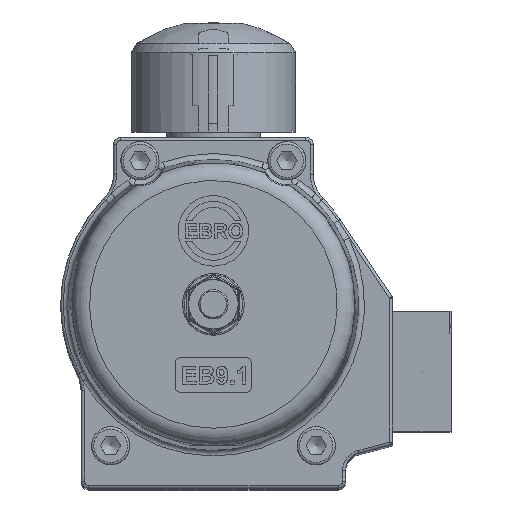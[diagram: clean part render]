
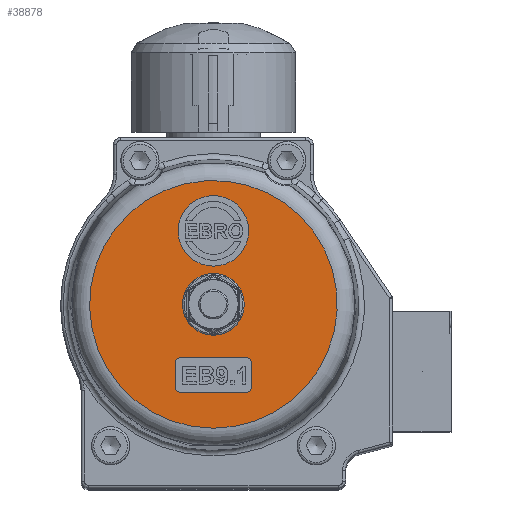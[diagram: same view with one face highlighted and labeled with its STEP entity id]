
A CAD part, top view. The second image highlights one B-rep face of the part: STEP entity #38878.
In plain terms, the highlighted planar face has unit normal (0, 0, 1).
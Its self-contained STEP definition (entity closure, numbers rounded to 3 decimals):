
#1724=LINE('',#70601,#4235);
#1725=LINE('',#70605,#4236);
#1726=LINE('',#70609,#4237);
#1727=LINE('',#70612,#4238);
#4235=VECTOR('',#48881,10.);
#4236=VECTOR('',#48884,10.);
#4237=VECTOR('',#48887,10.);
#4238=VECTOR('',#48890,10.);
#7790=FACE_BOUND('',#11713,.T.);
#7791=FACE_BOUND('',#11714,.T.);
#7792=FACE_BOUND('',#11715,.T.);
#9185=FACE_OUTER_BOUND('',#11712,.T.);
#11712=EDGE_LOOP('',(#29413));
#11713=EDGE_LOOP('',(#29414,#29415,#29416,#29417,#29418,#29419,#29420,#29421));
#11714=EDGE_LOOP('',(#29422));
#11715=EDGE_LOOP('',(#29423));
#13822=CIRCLE('',#41742,10.);
#13907=CIRCLE('',#41896,42.146);
#13908=CIRCLE('',#41897,2.);
#13909=CIRCLE('',#41898,2.);
#13910=CIRCLE('',#41899,2.);
#13911=CIRCLE('',#41900,2.);
#13912=CIRCLE('',#41901,12.);
#16660=VERTEX_POINT('',#69186);
#16745=VERTEX_POINT('',#70595);
#16746=VERTEX_POINT('',#70597);
#16747=VERTEX_POINT('',#70598);
#16748=VERTEX_POINT('',#70600);
#16749=VERTEX_POINT('',#70602);
#16750=VERTEX_POINT('',#70604);
#16751=VERTEX_POINT('',#70606);
#16752=VERTEX_POINT('',#70608);
#16753=VERTEX_POINT('',#70610);
#16754=VERTEX_POINT('',#70613);
#21028=EDGE_CURVE('',#16660,#16660,#13822,.T.);
#21209=EDGE_CURVE('',#16745,#16745,#13907,.T.);
#21210=EDGE_CURVE('',#16746,#16747,#13908,.T.);
#21211=EDGE_CURVE('',#16748,#16746,#1724,.T.);
#21212=EDGE_CURVE('',#16749,#16748,#13909,.T.);
#21213=EDGE_CURVE('',#16750,#16749,#1725,.T.);
#21214=EDGE_CURVE('',#16751,#16750,#13910,.T.);
#21215=EDGE_CURVE('',#16752,#16751,#1726,.T.);
#21216=EDGE_CURVE('',#16753,#16752,#13911,.T.);
#21217=EDGE_CURVE('',#16747,#16753,#1727,.T.);
#21218=EDGE_CURVE('',#16754,#16754,#13912,.T.);
#29413=ORIENTED_EDGE('',*,*,#21209,.T.);
#29414=ORIENTED_EDGE('',*,*,#21210,.F.);
#29415=ORIENTED_EDGE('',*,*,#21211,.F.);
#29416=ORIENTED_EDGE('',*,*,#21212,.F.);
#29417=ORIENTED_EDGE('',*,*,#21213,.F.);
#29418=ORIENTED_EDGE('',*,*,#21214,.F.);
#29419=ORIENTED_EDGE('',*,*,#21215,.F.);
#29420=ORIENTED_EDGE('',*,*,#21216,.F.);
#29421=ORIENTED_EDGE('',*,*,#21217,.F.);
#29422=ORIENTED_EDGE('',*,*,#21218,.F.);
#29423=ORIENTED_EDGE('',*,*,#21028,.F.);
#34976=PLANE('',#41895);
#38878=ADVANCED_FACE('',(#9185,#7790,#7791,#7792),#34976,.F.);
#41742=AXIS2_PLACEMENT_3D('',#69187,#48545,#48546);
#41895=AXIS2_PLACEMENT_3D('',#70594,#48875,#48876);
#41896=AXIS2_PLACEMENT_3D('',#70596,#48877,#48878);
#41897=AXIS2_PLACEMENT_3D('',#70599,#48879,#48880);
#41898=AXIS2_PLACEMENT_3D('',#70603,#48882,#48883);
#41899=AXIS2_PLACEMENT_3D('',#70607,#48885,#48886);
#41900=AXIS2_PLACEMENT_3D('',#70611,#48888,#48889);
#41901=AXIS2_PLACEMENT_3D('',#70614,#48891,#48892);
#48545=DIRECTION('center_axis',(0.,0.,
1.));
#48546=DIRECTION('ref_axis',(-1.,0.,0.));
#48875=DIRECTION('center_axis',(0.,0.,
-1.));
#48876=DIRECTION('ref_axis',(-1.,0.,0.));
#48877=DIRECTION('center_axis',(0.,0.,
1.));
#48878=DIRECTION('ref_axis',(0.,1.,0.));
#48879=DIRECTION('center_axis',(0.,0.,
1.));
#48880=DIRECTION('ref_axis',(1.,0.,0.));
#48881=DIRECTION('',(1.,0.,0.));
#48882=DIRECTION('center_axis',(0.,0.,
1.));
#48883=DIRECTION('ref_axis',(0.,-1.,0.));
#48884=DIRECTION('',(0.,-1.,0.));
#48885=DIRECTION('center_axis',(0.,0.,
1.));
#48886=DIRECTION('ref_axis',(-1.,0.,0.));
#48887=DIRECTION('',(-1.,0.,0.));
#48888=DIRECTION('center_axis',(0.,0.,
1.));
#48889=DIRECTION('ref_axis',(0.,1.,0.));
#48890=DIRECTION('',(0.,1.,0.));
#48891=DIRECTION('center_axis',(0.,0.,
1.));
#48892=DIRECTION('ref_axis',(1.,0.,0.));
#69186=CARTESIAN_POINT('',(-10.,0.,384.5));
#69187=CARTESIAN_POINT('Origin',(0.,0.,
384.5));
#70594=CARTESIAN_POINT('Origin',(0.,24.75,384.5));
#70595=CARTESIAN_POINT('',(0.,-42.146,384.5));
#70596=CARTESIAN_POINT('Origin',(0.,0.,
384.5));
#70597=CARTESIAN_POINT('',(11.,-30.,384.5));
#70598=CARTESIAN_POINT('',(13.,-28.,384.5));
#70599=CARTESIAN_POINT('Origin',(11.,-28.,384.5));
#70600=CARTESIAN_POINT('',(-11.,-30.,384.5));
#70601=CARTESIAN_POINT('',(5.5,-30.,384.5));
#70602=CARTESIAN_POINT('',(-13.,-28.,384.5));
#70603=CARTESIAN_POINT('Origin',(-11.,-28.,384.5));
#70604=CARTESIAN_POINT('',(-13.,-20.,384.5));
#70605=CARTESIAN_POINT('',(-13.,-1.625,384.5));
#70606=CARTESIAN_POINT('',(-11.,-18.,384.5));
#70607=CARTESIAN_POINT('Origin',(-11.,-20.,384.5));
#70608=CARTESIAN_POINT('',(11.,-18.,384.5));
#70609=CARTESIAN_POINT('',(-5.5,-18.,384.5));
#70610=CARTESIAN_POINT('',(13.,-20.,384.5));
#70611=CARTESIAN_POINT('Origin',(11.,-20.,384.5));
#70612=CARTESIAN_POINT('',(13.,2.375,384.5));
#70613=CARTESIAN_POINT('',(-12.,25.,384.5));
#70614=CARTESIAN_POINT('Origin',(0.,25.,384.5));
